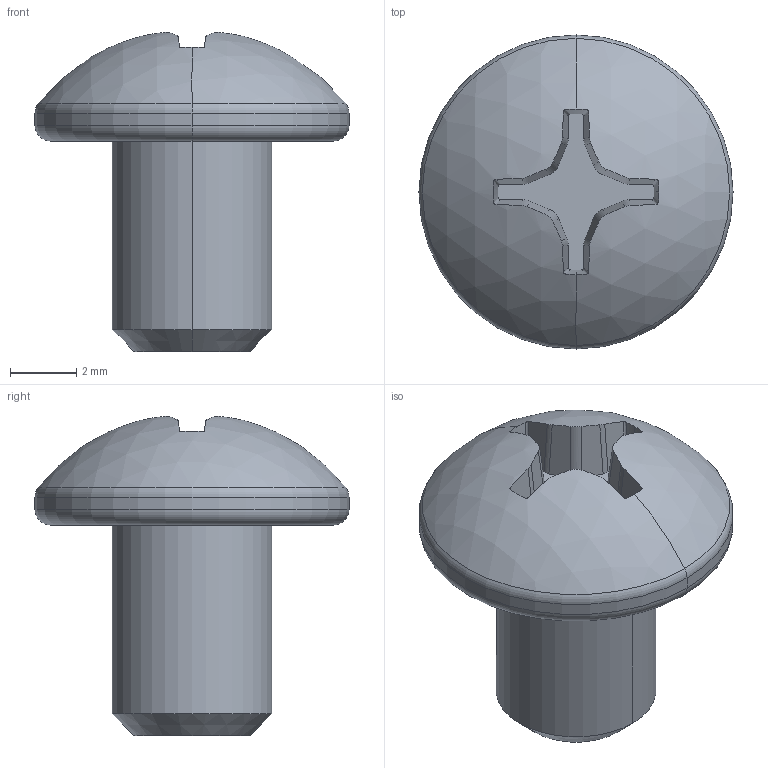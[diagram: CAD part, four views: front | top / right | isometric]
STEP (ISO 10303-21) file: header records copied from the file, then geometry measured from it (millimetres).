
FILE_DESCRIPTION (( 'STEP AP203' ), '1' );
FILE_NAME ('91772A238_NO THREADS_Passivated 18-8 Stainless Steel Pan Head Phillips Screw.STEP', '2022-12-02T19:29:50', ( 'Administrator' ), ( 'Managed by Terraform' ), 'SwSTEP 2.0', 'SolidWorks 2017', '' );
FILE_SCHEMA (( 'CONFIG_CONTROL_DESIGN' ));
Length unit declared in the file: inch
Products named in the file (1): 91772A238_NO THREADS_Passivated 18-8 Stainless Steel Pan Head Phillips Screw
Bounding box: 9.47 x 9.47 x 9.62 mm (x, y, z)
Volume: 257 mm3; surface area: 299.8 mm2
Topology: 1 solids, 1 shells, 66 faces, 171 edges, 109 vertices
Faces by surface type: plane 20, cylinder 18, cone 12, bspline 8, torus 6, sphere 2
Entity records: 2423 total; most frequent: CARTESIAN_POINT 831, ORIENTED_EDGE 342, DIRECTION 294, EDGE_CURVE 171, AXIS2_PLACEMENT_3D 120, VERTEX_POINT 109, EDGE_LOOP 68, FACE_OUTER_BOUND 66
